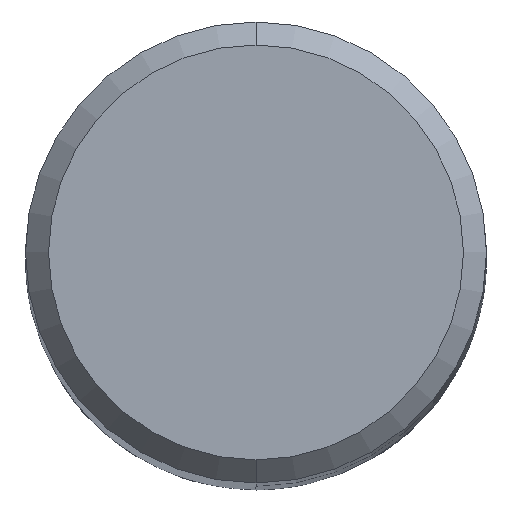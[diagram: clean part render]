
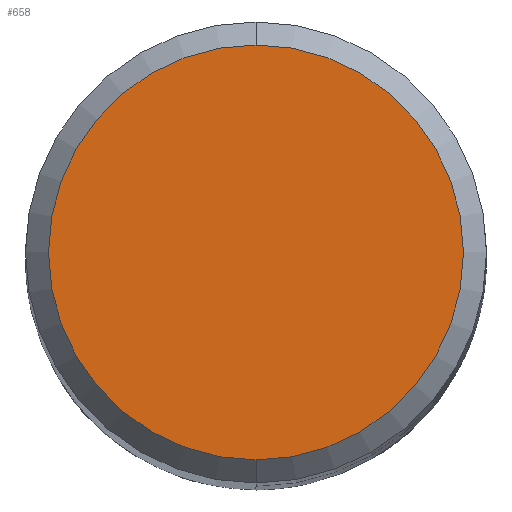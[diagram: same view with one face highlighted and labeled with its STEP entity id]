
A CAD part, top view. The second image highlights one B-rep face of the part: STEP entity #658.
In plain terms, the highlighted planar face has unit normal (0, 0, 1).
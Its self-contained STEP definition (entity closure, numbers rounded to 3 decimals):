
#562=EDGE_CURVE('',#1108,#950,#1415,.T.);
#658=ADVANCED_FACE('',(#1524),#1525,.T.);
#950=VERTEX_POINT('',#1839);
#1108=VERTEX_POINT('',#2014);
#1134=EDGE_CURVE('',#950,#1108,#2041,.T.);
#1415=CIRCLE('',#2989,4.5);
#1524=FACE_OUTER_BOUND('',#3510,.T.);
#1525=PLANE('',#3511);
#1839=CARTESIAN_POINT('',(0.,-4.5,0.0));
#2014=CARTESIAN_POINT('',(0.0,4.5,0.0));
#2041=CIRCLE('',#6361,4.5);
#2989=AXIS2_PLACEMENT_3D('',#7174,#7175,#7176);
#3510=EDGE_LOOP('',(#7345,#7346));
#3511=AXIS2_PLACEMENT_3D('',#7347,#7348,#7349);
#6361=AXIS2_PLACEMENT_3D('',#7929,#7930,#7931);
#7174=CARTESIAN_POINT('',(0.0,0.0,0.0));
#7175=DIRECTION('',(0.0,0.0,-1.0));
#7176=DIRECTION('',(0.0,1.0,0.0));
#7345=ORIENTED_EDGE('',*,*,#562,.F.);
#7346=ORIENTED_EDGE('',*,*,#1134,.F.);
#7347=CARTESIAN_POINT('',(0.0,2.25,0.0));
#7348=DIRECTION('',(-0.0,0.0,1.0));
#7349=DIRECTION('',(0.0,-1.0,0.0));
#7929=CARTESIAN_POINT('',(0.0,0.0,0.0));
#7930=DIRECTION('',(0.0,0.0,-1.0));
#7931=DIRECTION('',(0.0,1.0,0.0));
